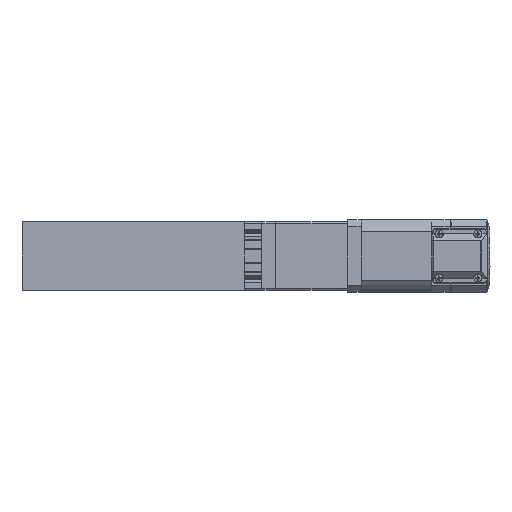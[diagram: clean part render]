
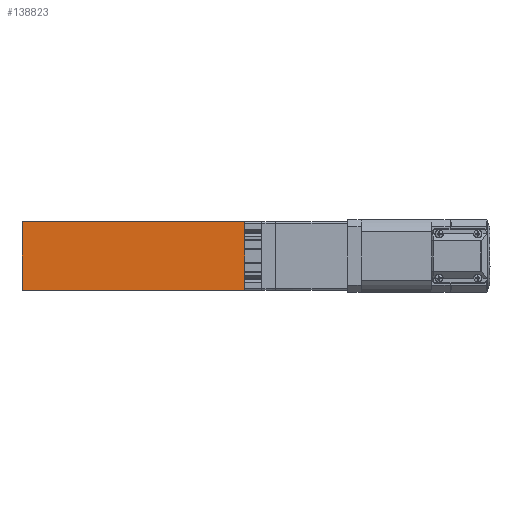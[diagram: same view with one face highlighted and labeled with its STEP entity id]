
A CAD part, left-side view. The second image highlights one B-rep face of the part: STEP entity #138823.
In plain terms, the highlighted planar face has unit normal (-1, 0, 0).
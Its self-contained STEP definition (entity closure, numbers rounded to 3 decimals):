
#3783 = LINE ( 'NONE', #24930, #6777 ) ;
#4827 = DIRECTION ( 'NONE',  ( 1., 0., 0. ) ) ;
#6732 = VERTEX_POINT ( 'NONE', #11871 ) ;
#6777 = VECTOR ( 'NONE', #109463, 1000. ) ;
#8763 = VECTOR ( 'NONE', #83923, 1000. ) ;
#8898 = CARTESIAN_POINT ( 'NONE',  ( -27.5, 5., 40. ) ) ;
#11871 = CARTESIAN_POINT ( 'NONE',  ( -27.5, -125., 40. ) ) ;
#14707 = FACE_OUTER_BOUND ( 'NONE', #89163, .T. ) ;
#18550 = LINE ( 'NONE', #30485, #8763 ) ;
#19476 = EDGE_CURVE ( 'NONE', #120320, #6732, #92396, .T. ) ;
#24930 = CARTESIAN_POINT ( 'NONE',  ( -27.5, 5., 40. ) ) ;
#30485 = CARTESIAN_POINT ( 'NONE',  ( -27.5, -5., 0. ) ) ;
#30761 = EDGE_CURVE ( 'NONE', #133358, #130475, #18550, .T. ) ;
#35158 = CARTESIAN_POINT ( 'NONE',  ( -27.5, -5., 40. ) ) ;
#37751 = CARTESIAN_POINT ( 'NONE',  ( -27.5, 5., 0. ) ) ;
#41192 = DIRECTION ( 'NONE',  ( 0., 0., -1. ) ) ;
#46369 = PLANE ( 'NONE',  #59081 ) ;
#51972 = CARTESIAN_POINT ( 'NONE',  ( -27.5, -125., 0. ) ) ;
#59081 = AXIS2_PLACEMENT_3D ( 'NONE', #35158, #4827, #134416 ) ;
#60685 = CARTESIAN_POINT ( 'NONE',  ( -27.5, 5., 40. ) ) ;
#61497 = ORIENTED_EDGE ( 'NONE', *, *, #112355, .T. ) ;
#62293 = CARTESIAN_POINT ( 'NONE',  ( -27.5, -125., 40. ) ) ;
#71912 = DIRECTION ( 'NONE',  ( 0., -1., 0. ) ) ;
#72530 = ORIENTED_EDGE ( 'NONE', *, *, #82823, .F. ) ;
#80814 = ORIENTED_EDGE ( 'NONE', *, *, #19476, .F. ) ;
#82823 = EDGE_CURVE ( 'NONE', #6732, #130475, #115187, .T. ) ;
#83923 = DIRECTION ( 'NONE',  ( 0., -1., 0. ) ) ;
#89163 = EDGE_LOOP ( 'NONE', ( #111527, #72530, #80814, #61497 ) ) ;
#92396 = LINE ( 'NONE', #60685, #107948 ) ;
#101302 = VECTOR ( 'NONE', #41192, 1000. ) ;
#107948 = VECTOR ( 'NONE', #71912, 1000. ) ;
#109463 = DIRECTION ( 'NONE',  ( 0., 0., -1. ) ) ;
#111527 = ORIENTED_EDGE ( 'NONE', *, *, #30761, .T. ) ;
#112355 = EDGE_CURVE ( 'NONE', #120320, #133358, #3783, .T. ) ;
#115187 = LINE ( 'NONE', #62293, #101302 ) ;
#120320 = VERTEX_POINT ( 'NONE', #8898 ) ;
#130475 = VERTEX_POINT ( 'NONE', #51972 ) ;
#133358 = VERTEX_POINT ( 'NONE', #37751 ) ;
#134416 = DIRECTION ( 'NONE',  ( 0., 1., 0. ) ) ;
#138823 = ADVANCED_FACE ( 'NONE', ( #14707 ), #46369, .F. ) ;
